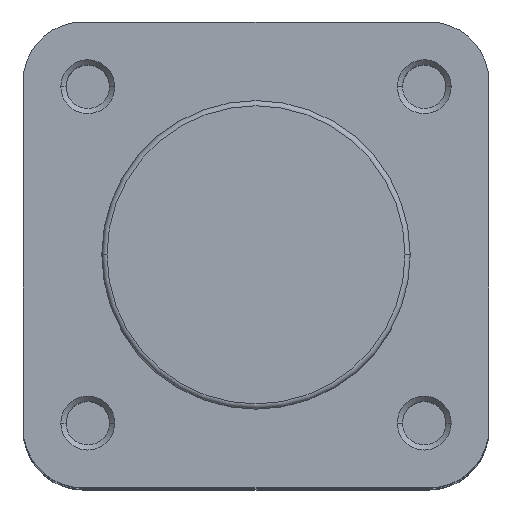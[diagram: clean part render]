
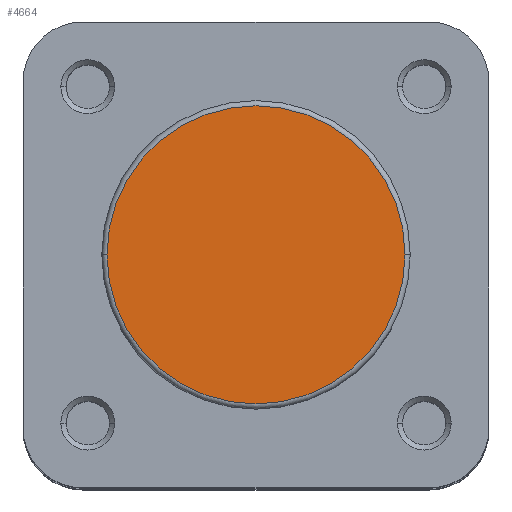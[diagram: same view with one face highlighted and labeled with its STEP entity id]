
A CAD part, top view. The second image highlights one B-rep face of the part: STEP entity #4664.
In plain terms, the highlighted planar face has unit normal (0, 0, 1).
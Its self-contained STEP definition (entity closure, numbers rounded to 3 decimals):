
#1348 = AXIS2_PLACEMENT_3D ( 'NONE', #5700, #5702, #5665 ) ;
#1381 = AXIS2_PLACEMENT_3D ( 'NONE', #5760, #5560, #5692 ) ;
#1549 = AXIS2_PLACEMENT_3D ( 'NONE', #3493, #3502, #3503 ) ;
#2054 = CIRCLE ( 'NONE', #1348, 14.4 ) ;
#2164 = CIRCLE ( 'NONE', #1381, 14.4 ) ;
#2541 = FACE_OUTER_BOUND ( 'NONE', #4839, .T. ) ;
#2785 = CARTESIAN_POINT ( 'NONE',  ( 14.4, 0., 0. ) ) ;
#2919 = CARTESIAN_POINT ( 'NONE',  ( -14.4, 0., 0. ) ) ;
#3489 = PLANE ( 'NONE',  #1549 ) ;
#3493 = CARTESIAN_POINT ( 'NONE',  ( 0., 14.9, 0. ) ) ;
#3502 = DIRECTION ( 'NONE',  ( 0., 0., -1. ) ) ;
#3503 = DIRECTION ( 'NONE',  ( -1., 0., 0. ) ) ;
#4003 = EDGE_CURVE ( 'NONE', #4336, #4202, #2054, .T. ) ;
#4075 = EDGE_CURVE ( 'NONE', #4202, #4336, #2164, .T. ) ;
#4202 = VERTEX_POINT ( 'NONE', #2785 ) ;
#4336 = VERTEX_POINT ( 'NONE', #2919 ) ;
#4664 = ADVANCED_FACE ( 'NONE', ( #2541 ), #3489, .F. ) ;
#4839 = EDGE_LOOP ( 'NONE', ( #5222, #5264 ) ) ;
#5222 = ORIENTED_EDGE ( 'NONE', *, *, #4003, .T. ) ;
#5264 = ORIENTED_EDGE ( 'NONE', *, *, #4075, .T. ) ;
#5560 = DIRECTION ( 'NONE',  ( 0., 0., 1. ) ) ;
#5665 = DIRECTION ( 'NONE',  ( -1., 0., 0. ) ) ;
#5692 = DIRECTION ( 'NONE',  ( -1., 0., 0. ) ) ;
#5700 = CARTESIAN_POINT ( 'NONE',  ( 0., 0., 0. ) ) ;
#5702 = DIRECTION ( 'NONE',  ( 0., 0., 1. ) ) ;
#5760 = CARTESIAN_POINT ( 'NONE',  ( 0., 0., 0. ) ) ;
